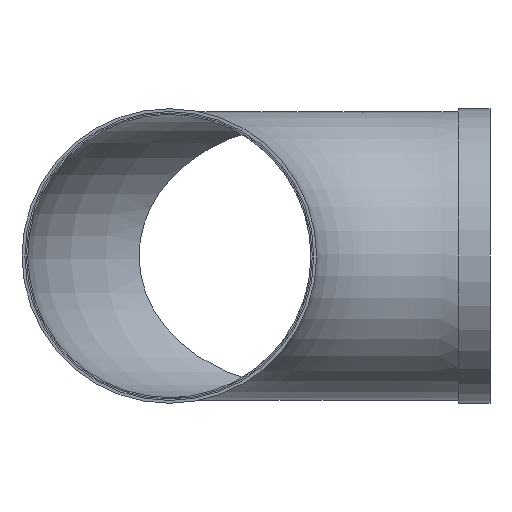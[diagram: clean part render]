
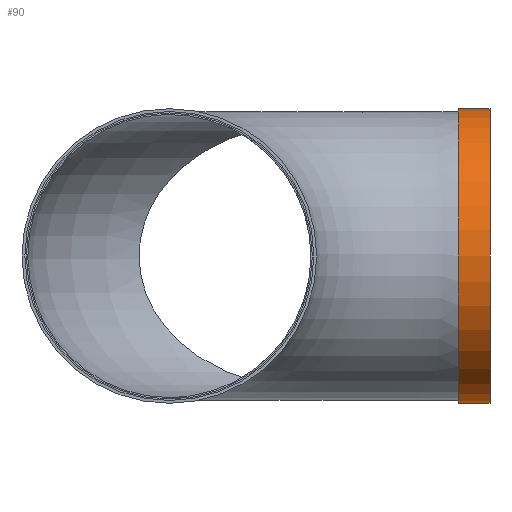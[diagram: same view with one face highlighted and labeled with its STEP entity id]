
A CAD part, left-side view. The second image highlights one B-rep face of the part: STEP entity #90.
In plain terms, the highlighted cylindrical face has radius 255 mm (diameter 510 mm), a full revolution.
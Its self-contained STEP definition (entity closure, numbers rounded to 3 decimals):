
#90 = ADVANCED_FACE( '', ( #187, #188 ), #189, .T. );
#187 = FACE_OUTER_BOUND( '', #293, .T. );
#188 = FACE_OUTER_BOUND( '', #294, .T. );
#189 = CYLINDRICAL_SURFACE( '', #295, 255. );
#293 = EDGE_LOOP( '', ( #412 ) );
#294 = EDGE_LOOP( '', ( #413 ) );
#295 = AXIS2_PLACEMENT_3D( '', #414, #415, #416 );
#412 = ORIENTED_EDGE( '', *, *, #498, .T. );
#413 = ORIENTED_EDGE( '', *, *, #518, .F. );
#414 = CARTESIAN_POINT( '', ( 0., 0., 0. ) );
#415 = DIRECTION( '', ( 0., 1., 0. ) );
#416 = DIRECTION( '', ( 0., 0., -1. ) );
#498 = EDGE_CURVE( '', #551, #551, #552, .T. );
#518 = EDGE_CURVE( '', #583, #583, #584, .T. );
#551 = VERTEX_POINT( '', #626 );
#552 = CIRCLE( '', #627, 255. );
#583 = VERTEX_POINT( '', #1288 );
#584 = CIRCLE( '', #1289, 255. );
#626 = CARTESIAN_POINT( '', ( 0., 55., -255. ) );
#627 = AXIS2_PLACEMENT_3D( '', #1759, #1760, #1761 );
#1288 = CARTESIAN_POINT( '', ( 0., 0., -255. ) );
#1289 = AXIS2_PLACEMENT_3D( '', #1786, #1787, #1788 );
#1759 = CARTESIAN_POINT( '', ( 0., 55., 0. ) );
#1760 = DIRECTION( '', ( 0., -1., 0. ) );
#1761 = DIRECTION( '', ( 0., 0., -1. ) );
#1786 = CARTESIAN_POINT( '', ( 0., 0., 0. ) );
#1787 = DIRECTION( '', ( 0., -1., 0. ) );
#1788 = DIRECTION( '', ( 0., 0., -1. ) );
